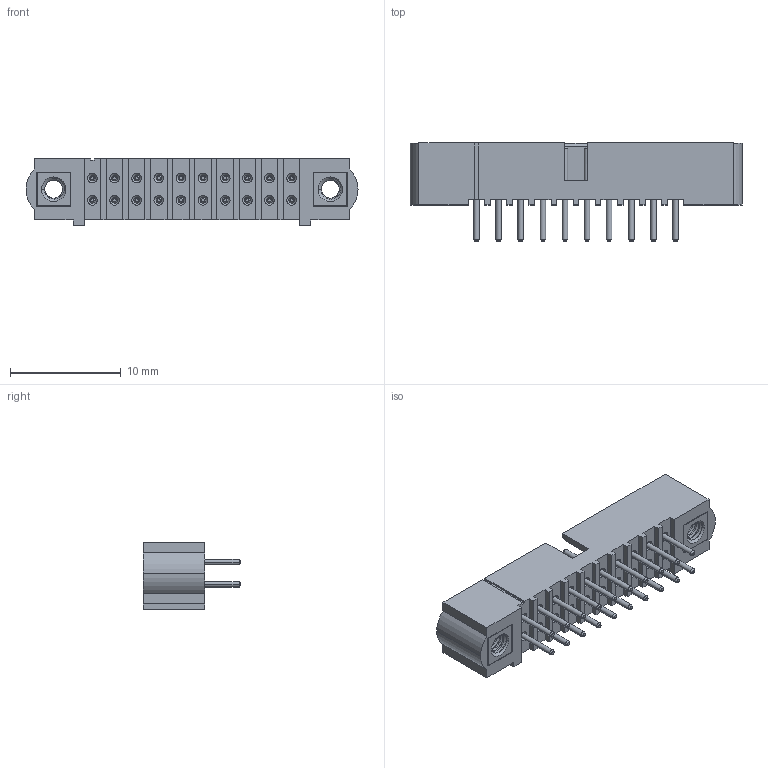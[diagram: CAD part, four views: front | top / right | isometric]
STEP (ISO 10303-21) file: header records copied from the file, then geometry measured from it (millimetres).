
FILE_DESCRIPTION(('STEP AP242'),'1');
FILE_NAME('m80-5002042.stp','2024-09-20T11:58:15',('TraceParts'),('TraceParts S.A.'),'Spatial InterOp 3D',' ',' ');
FILE_SCHEMA(('AP242_MANAGED_MODEL_BASED_3D_ENGINEERING_MIM_LF {1 0 10303 442 1 1 4}'));
Length unit declared in the file: millimetre
Products named in the file (1): m80-5002042_1
Bounding box: 30 x 8.85 x 6.05 mm (x, y, z)
Volume: 543.9 mm3; surface area: 1504.9 mm2
Topology: 23 solids, 23 shells, 759 faces, 1753 edges, 1068 vertices
Faces by surface type: plane 327, cylinder 190, cone 138, bspline 104
Entity records: 39520 total; most frequent: CARTESIAN_POINT 12869, ORIENTED_EDGE 3506, DIRECTION 3503, STYLED_ITEM 1870, PRESENTATION_STYLE_ASSIGNMENT 1870, COLOUR_RGB 1870, EDGE_CURVE 1753, CURVE_STYLE 1747
